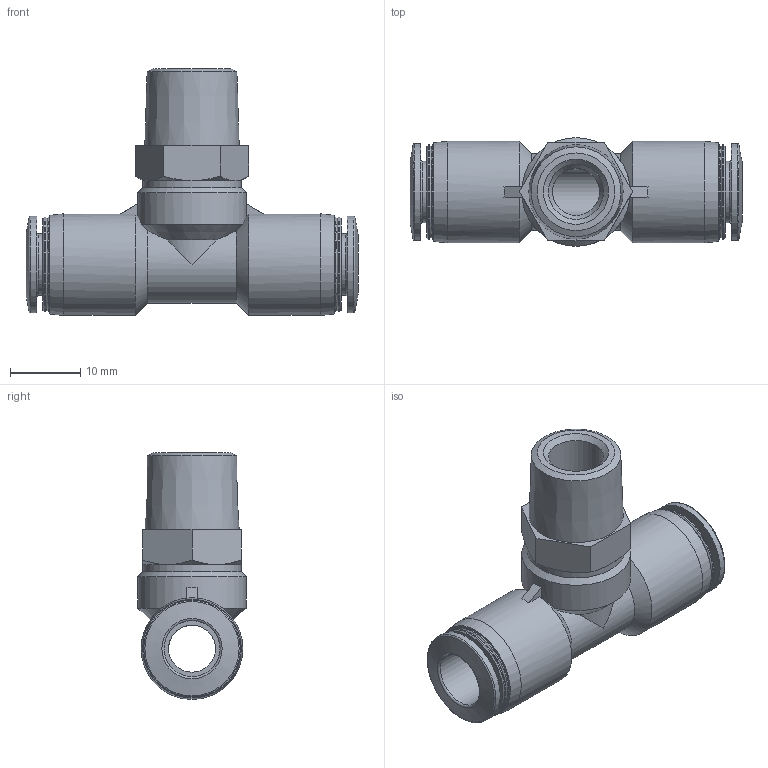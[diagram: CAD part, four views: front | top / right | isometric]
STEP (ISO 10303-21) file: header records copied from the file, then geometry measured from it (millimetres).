
FILE_DESCRIPTION(/* description */ ('STEP AP214'),/* implementation_level */ '2;1');
FILE_NAME(/* name */ '130797_QST-1_4-8-50',/* time_stamp */ '2024-09-14T16:26:51+02:00',/* author */ ('License CC BY-ND 4.0'),/* organization */ ('CADENAS'),/* preprocessor_version */ 'ST-DEVELOPER v19.3',/* originating_system */ 'PARTsolutions',/* authorisation */ ' ');
FILE_SCHEMA (('AUTOMOTIVE_DESIGN {1 0 10303 214 3 1 1}'));
Length unit declared in the file: millimetre
Products named in the file (1): 130797 QST-1/4-8-50
Bounding box: 47.4 x 15.5 x 35.25 mm (x, y, z)
Volume: 6830.8 mm3; surface area: 5297.8 mm2
Topology: 1 solids, 1 shells, 73 faces, 165 edges, 101 vertices
Faces by surface type: cone 25, plane 22, cylinder 20, torus 6
Full cylindrical faces by diameter (mm): 6.7 x2, 7.894 x1, 8 x2, 8.8 x2, 13.5 x4, 13.8 x2, 14 x1, 14.5 x2, 15.5 x1
Entity records: 2362 total; most frequent: CARTESIAN_POINT 376, DIRECTION 310, ORIENTED_EDGE 242, AXIS2_PLACEMENT_3D 143, EDGE_LOOP 122, FACE_BOUND 122, EDGE_CURVE 121, VERTEX_POINT 95
